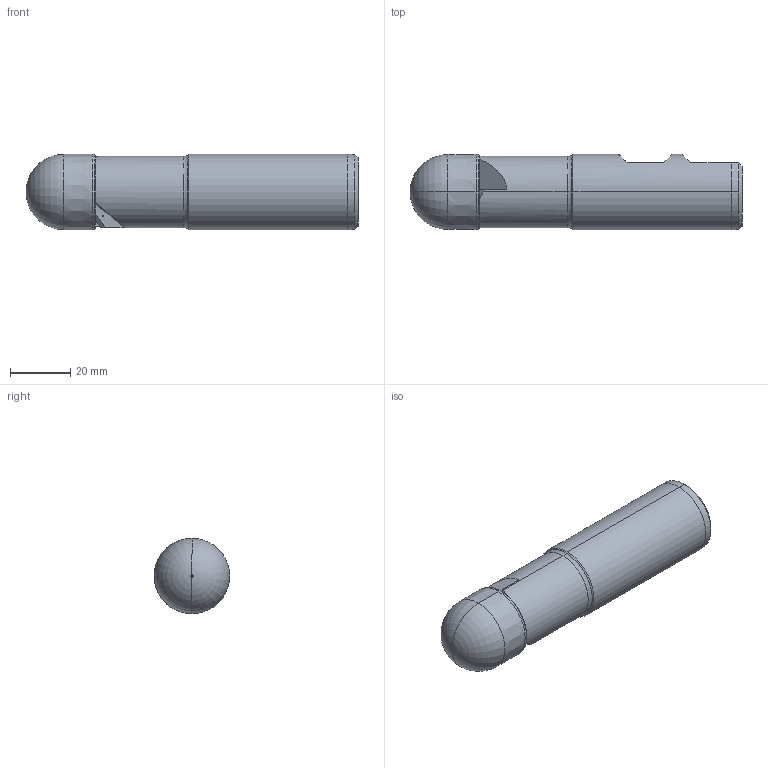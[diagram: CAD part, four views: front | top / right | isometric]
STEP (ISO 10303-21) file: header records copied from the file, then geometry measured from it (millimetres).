
FILE_DESCRIPTION (( 'STEP AP214' ), '1' );
FILE_NAME ('KF-25-52-K04-25.STEP', '2019-08-15T13:41:36', ( '' ), ( '' ), 'SwSTEP 2.0', 'SolidWorks 2019', '' );
FILE_SCHEMA (( 'AUTOMOTIVE_DESIGN' ));
Length unit declared in the file: millimetre
Products named in the file (1): KF-25-52-K04-25
Bounding box: 110 x 25 x 25 mm (x, y, z)
Volume: 47451.3 mm3; surface area: 10593.7 mm2
Topology: 1 solids, 1 shells, 101 faces, 258 edges, 160 vertices
Faces by surface type: plane 34, cone 29, cylinder 18, torus 16, bspline 4
Entity records: 3850 total; most frequent: CARTESIAN_POINT 1294, ORIENTED_EDGE 516, DIRECTION 447, EDGE_CURVE 258, AXIS2_PLACEMENT_3D 180, VERTEX_POINT 160, EDGE_LOOP 106, FACE_OUTER_BOUND 101
